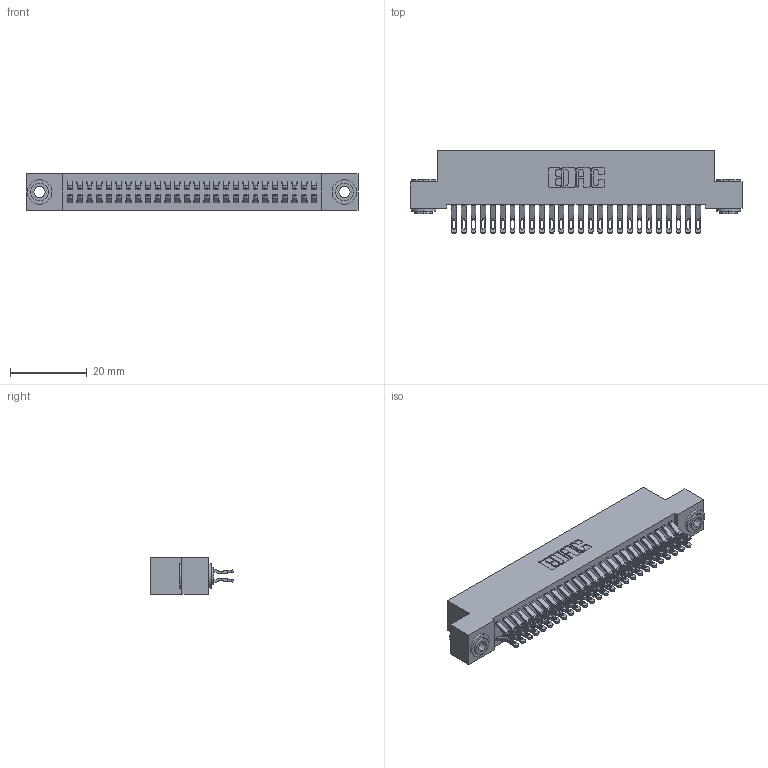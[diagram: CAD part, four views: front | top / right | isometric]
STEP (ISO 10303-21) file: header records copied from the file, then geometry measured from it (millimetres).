
FILE_DESCRIPTION (( 'STEP AP203' ), '1' );
FILE_NAME ('392-052-555-203.STEP', '2018-08-17T06:06:22', ( '' ), ( '' ), 'SwSTEP 2.0', 'SolidWorks 2016', '' );
FILE_SCHEMA (( 'CONFIG_CONTROL_DESIGN' ));
Length unit declared in the file: inch
Products named in the file (4): 342 Part_.156 TH; 345-292-001_555 Tail; 342-250-002_345-250-002-102; 392-052-555-203
Assembly tree (55 placements, depth 2):
  392-052-555-203
    342 Part_.156 TH
    345-292-001_555 Tail  x52
    342-250-002_345-250-002-102  x2
Bounding box: 86.36 x 21.47 x 9.4 mm (x, y, z)
Volume: 7851 mm3; surface area: 13102.5 mm2
Topology: 55 solids, 55 shells, 3164 faces, 9891 edges, 6590 vertices
Faces by surface type: plane 1844, cylinder 1312, cone 8
Entity records: 19640 total; most frequent: CARTESIAN_POINT 3283, ORIENTED_EDGE 3182, DIRECTION 2837, EDGE_CURVE 1591, VECTOR 1419, LINE 1419, VERTEX_POINT 1058, AXIS2_PLACEMENT_3D 709
